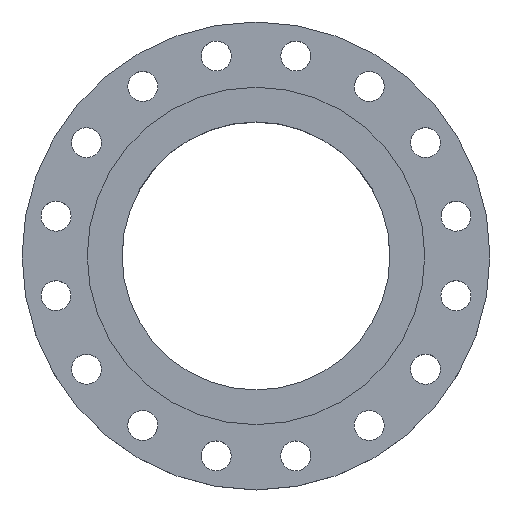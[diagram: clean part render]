
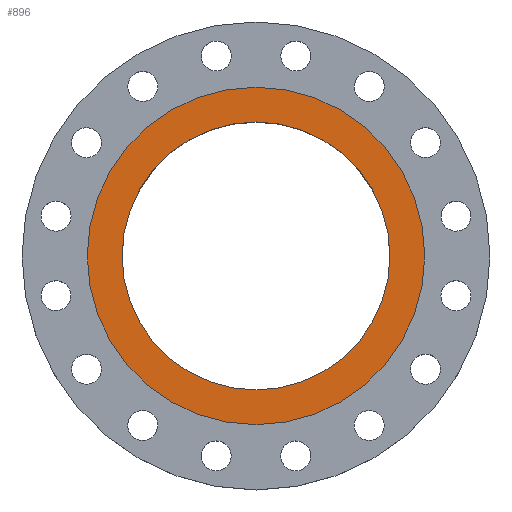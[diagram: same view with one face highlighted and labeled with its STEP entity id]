
A CAD part, top view. The second image highlights one B-rep face of the part: STEP entity #896.
In plain terms, the highlighted planar face has unit normal (0, 0, 1).
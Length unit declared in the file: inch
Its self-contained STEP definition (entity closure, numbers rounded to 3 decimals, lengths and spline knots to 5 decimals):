
#16 = FACE_BOUND ( 'NONE', #395, .T. ) ;
#54 = DIRECTION ( 'NONE',  ( 1., 0., 0. ) ) ;
#61 = VERTEX_POINT ( 'NONE', #1315 ) ;
#94 = DIRECTION ( 'NONE',  ( 1., 0., 0. ) ) ;
#158 = DIRECTION ( 'NONE',  ( 0., 0., 1. ) ) ;
#168 = VERTEX_POINT ( 'NONE', #308 ) ;
#207 = EDGE_CURVE ( 'NONE', #1513, #818, #561, .T. ) ;
#213 = CARTESIAN_POINT ( 'NONE',  ( 0., 0., 0.0625 ) ) ;
#292 = CARTESIAN_POINT ( 'NONE',  ( 0., 0., 0.0625 ) ) ;
#308 = CARTESIAN_POINT ( 'NONE',  ( -6.31, 0., 0.0625 ) ) ;
#366 = AXIS2_PLACEMENT_3D ( 'NONE', #213, #465, #996 ) ;
#367 = EDGE_CURVE ( 'NONE', #168, #61, #1314, .T. ) ;
#395 = EDGE_LOOP ( 'NONE', ( #796, #1631 ) ) ;
#465 = DIRECTION ( 'NONE',  ( 0., 0., 1. ) ) ;
#477 = AXIS2_PLACEMENT_3D ( 'NONE', #1190, #158, #699 ) ;
#561 = CIRCLE ( 'NONE', #1668, 5.01 ) ;
#576 = EDGE_LOOP ( 'NONE', ( #1521, #1685 ) ) ;
#688 = DIRECTION ( 'NONE',  ( 0., 0., 1. ) ) ;
#699 = DIRECTION ( 'NONE',  ( 1., 0., 0. ) ) ;
#796 = ORIENTED_EDGE ( 'NONE', *, *, #1431, .F. ) ;
#812 = CARTESIAN_POINT ( 'NONE',  ( 5.01, 0., 0.0625 ) ) ;
#818 = VERTEX_POINT ( 'NONE', #1662 ) ;
#838 = DIRECTION ( 'NONE',  ( 0., 0., 1. ) ) ;
#896 = ADVANCED_FACE ( 'NONE', ( #16, #1337 ), #1082, .T. ) ;
#959 = AXIS2_PLACEMENT_3D ( 'NONE', #1254, #838, #54 ) ;
#996 = DIRECTION ( 'NONE',  ( 1., 0., 0. ) ) ;
#1082 = PLANE ( 'NONE',  #477 ) ;
#1095 = CIRCLE ( 'NONE', #959, 6.31 ) ;
#1128 = AXIS2_PLACEMENT_3D ( 'NONE', #1278, #1146, #94 ) ;
#1146 = DIRECTION ( 'NONE',  ( 0., 0., 1. ) ) ;
#1190 = CARTESIAN_POINT ( 'NONE',  ( 0., 0., 0.0625 ) ) ;
#1208 = DIRECTION ( 'NONE',  ( 1., 0., 0. ) ) ;
#1254 = CARTESIAN_POINT ( 'NONE',  ( 0., 0., 0.0625 ) ) ;
#1278 = CARTESIAN_POINT ( 'NONE',  ( 0., 0., 0.0625 ) ) ;
#1313 = CIRCLE ( 'NONE', #366, 5.01 ) ;
#1314 = CIRCLE ( 'NONE', #1128, 6.31 ) ;
#1315 = CARTESIAN_POINT ( 'NONE',  ( 6.31, 0., 0.0625 ) ) ;
#1337 = FACE_OUTER_BOUND ( 'NONE', #576, .T. ) ;
#1408 = EDGE_CURVE ( 'NONE', #61, #168, #1095, .T. ) ;
#1431 = EDGE_CURVE ( 'NONE', #818, #1513, #1313, .T. ) ;
#1513 = VERTEX_POINT ( 'NONE', #812 ) ;
#1521 = ORIENTED_EDGE ( 'NONE', *, *, #367, .T. ) ;
#1631 = ORIENTED_EDGE ( 'NONE', *, *, #207, .F. ) ;
#1662 = CARTESIAN_POINT ( 'NONE',  ( -5.01, 0., 0.0625 ) ) ;
#1668 = AXIS2_PLACEMENT_3D ( 'NONE', #292, #688, #1208 ) ;
#1685 = ORIENTED_EDGE ( 'NONE', *, *, #1408, .T. ) ;
